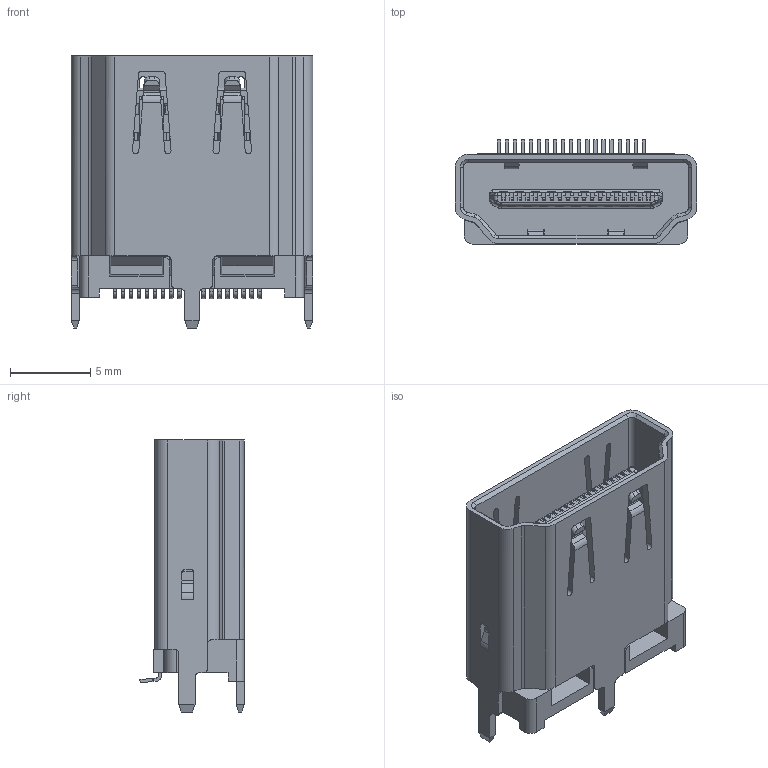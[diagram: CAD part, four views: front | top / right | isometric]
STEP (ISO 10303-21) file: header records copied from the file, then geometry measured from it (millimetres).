
FILE_DESCRIPTION(('CATIA V5 STEP Exchange','CAx-IF Rec.Pracs.--- Model Styling and Organization---1.5--- 2016-08-15','CAx-IF Rec.Pracs.---Supplemental Geometry---1.0---2011-11-01','CAx-IF Rec.Pracs.--- Composite Materials ---1.1---2010-07-15'),'2;1');
FILE_NAME ('2098281-1_0', '2024-09-30T07:29:57+00:00', ('none'), ('Weidmueller'), 'CATIA Version 5-6 Release 2022 SP4 HF5', 'CATIA V5 STEP AP214 v3', 'none');
FILE_SCHEMA(('AUTOMOTIVE_DESIGN { 1 0 10303 214 1 1 1 1 }'));
Products named in the file (1): 3107660000
Bounding box: 15 x 6.47 x 16.9 mm (x, y, z)
Volume: 702.3 mm3; surface area: 1378.3 mm2
Topology: 1 solids, 20 shells, 1643 faces, 4764 edges, 3194 vertices
Faces by surface type: plane 1260, cylinder 325, bspline 28, cone 20, sphere 6, torus 4
Entity records: 51872 total; most frequent: CARTESIAN_POINT 11545, ORIENTED_EDGE 9516, DIRECTION 6179, EDGE_CURVE 4758, VECTOR 3861, LINE 3861, VERTEX_POINT 3194, EDGE_LOOP 1696
